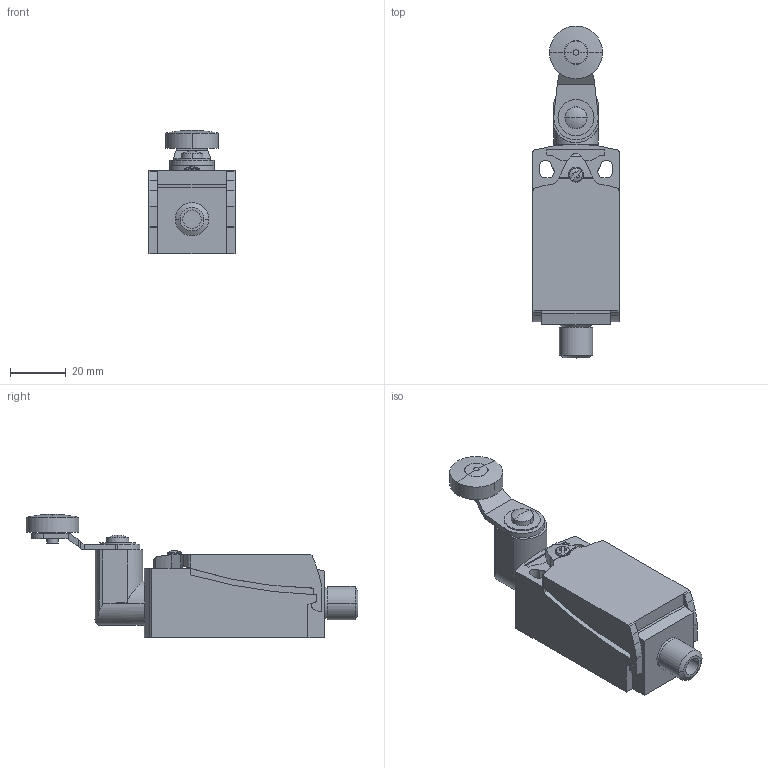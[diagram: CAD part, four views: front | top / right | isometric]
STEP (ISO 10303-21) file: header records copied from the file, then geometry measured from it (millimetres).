
FILE_DESCRIPTION(('STEP AP242'),'1');
FILE_NAME('switch_xckd2118m12_ext.stp','2019-12-09T07:03:21',('TraceParts'),('TraceParts S.A.'),'Spatial InterOp 3D',' ',' ');
FILE_SCHEMA(('AP242_MANAGED_MODEL_BASED_3D_ENGINEERING_MIM_LF {1 0 10303 442 1 1 4}'));
Length unit declared in the file: millimetre
Products named in the file (1): switch_xckd2118m12_ext_1
Bounding box: 31 x 119.5 x 44.55 mm (x, y, z)
Volume: 65109.7 mm3; surface area: 16646.4 mm2
Topology: 3 solids, 3 shells, 206 faces, 566 edges, 373 vertices
Faces by surface type: plane 107, cylinder 77, sphere 10, cone 8, torus 4
Entity records: 7161 total; most frequent: CARTESIAN_POINT 1780, DIRECTION 1149, ORIENTED_EDGE 1116, EDGE_CURVE 558, AXIS2_PLACEMENT_3D 415, VERTEX_POINT 373, LINE 319, VECTOR 319
